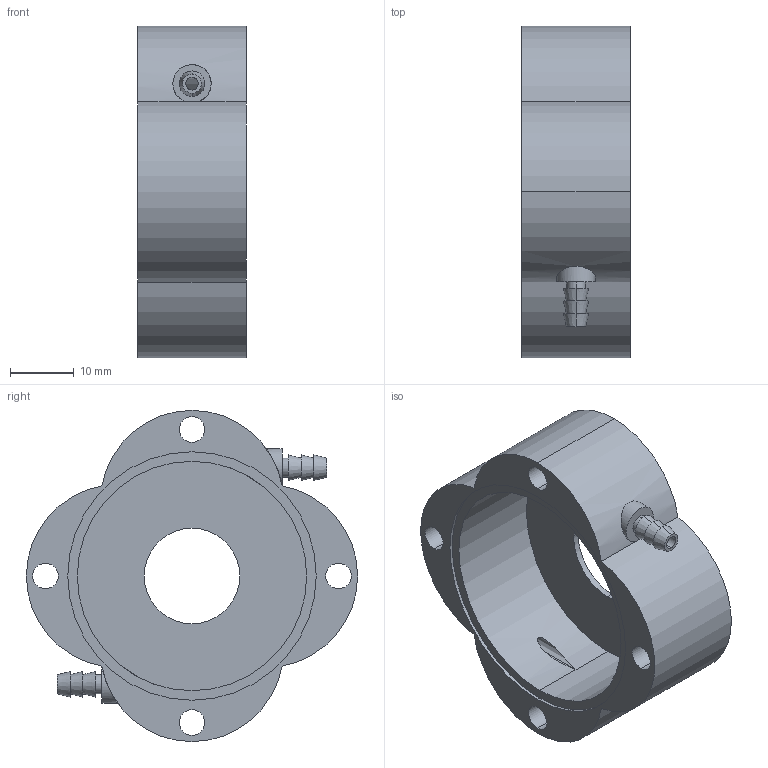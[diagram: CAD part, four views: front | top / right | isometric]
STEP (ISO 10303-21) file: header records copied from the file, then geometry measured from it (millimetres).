
FILE_DESCRIPTION (( 'STEP AP203' ), '1' );
FILE_NAME ('cap.STEP', '2025-07-03T18:28:16', ( '' ), ( '' ), 'SwSTEP 2.0', 'SolidWorks 2023', '' );
FILE_SCHEMA (( 'CONFIG_CONTROL_DESIGN' ));
Length unit declared in the file: millimetre
Products named in the file (1): cap
Bounding box: 17 x 52 x 52 mm (x, y, z)
Volume: 13841 mm3; surface area: 8968.7 mm2
Topology: 1 solids, 1 shells, 58 faces, 133 edges, 86 vertices
Faces by surface type: cylinder 31, plane 15, cone 12
Entity records: 1960 total; most frequent: CARTESIAN_POINT 472, DIRECTION 325, ORIENTED_EDGE 266, AXIS2_PLACEMENT_3D 139, EDGE_CURVE 133, VERTEX_POINT 86, EDGE_LOOP 81, CIRCLE 80
